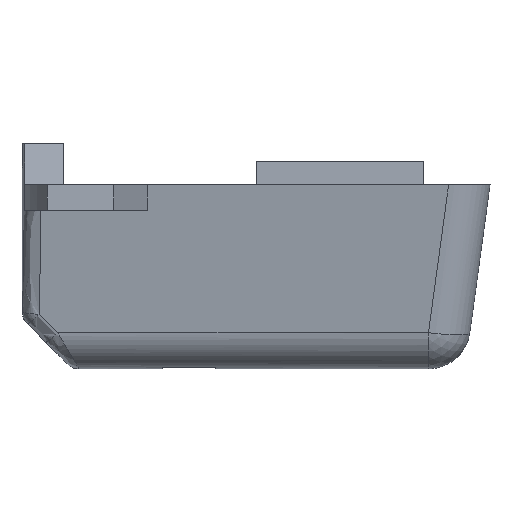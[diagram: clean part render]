
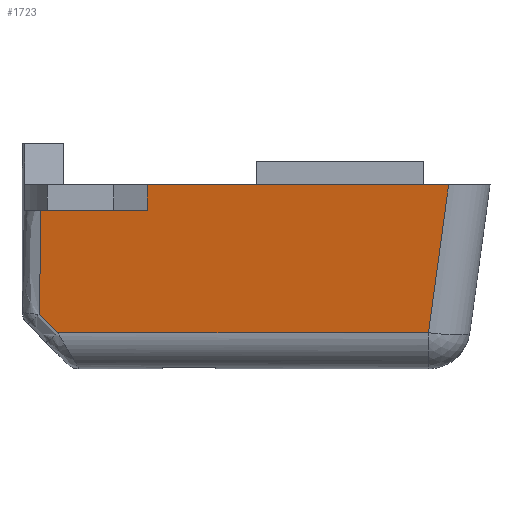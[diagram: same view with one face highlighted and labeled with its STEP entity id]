
A CAD part, front view. The second image highlights one B-rep face of the part: STEP entity #1723.
In plain terms, the highlighted planar face has unit normal (0, -0.991, -0.135).
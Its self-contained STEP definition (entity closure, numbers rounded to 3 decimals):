
#177=LINE('',#2606,#336);
#218=LINE('',#2727,#377);
#242=LINE('',#3333,#401);
#244=LINE('',#3337,#403);
#245=LINE('',#3338,#404);
#336=VECTOR('',#2041,10.);
#377=VECTOR('',#2150,10.);
#401=VECTOR('',#2272,10.);
#403=VECTOR('',#2276,10.);
#404=VECTOR('',#2277,10.);
#463=PLANE('',#1870);
#555=FACE_OUTER_BOUND('',#651,.T.);
#651=EDGE_LOOP('',(#1565,#1566,#1567,#1568,#1569,#1570,#1571));
#699=B_SPLINE_CURVE_WITH_KNOTS('',3,(#3176,#3177,#3178,#3179),
 .UNSPECIFIED.,.F.,.F.,(4,4),(0.,0.157),.UNSPECIFIED.);
#702=B_SPLINE_CURVE_WITH_KNOTS('',3,(#3235,#3236,#3237,#3238),
 .UNSPECIFIED.,.F.,.F.,(4,4),(-0.766,-0.137),
 .UNSPECIFIED.);
#783=VERTEX_POINT('',#2603);
#784=VERTEX_POINT('',#2605);
#825=VERTEX_POINT('',#2724);
#826=VERTEX_POINT('',#2726);
#839=VERTEX_POINT('',#2890);
#853=VERTEX_POINT('',#3234);
#859=VERTEX_POINT('',#3336);
#972=EDGE_CURVE('',#783,#784,#177,.T.);
#1031=EDGE_CURVE('',#825,#826,#218,.T.);
#1084=EDGE_CURVE('',#826,#839,#699,.T.);
#1087=EDGE_CURVE('',#839,#853,#702,.T.);
#1102=EDGE_CURVE('',#784,#825,#242,.T.);
#1104=EDGE_CURVE('',#783,#859,#244,.T.);
#1105=EDGE_CURVE('',#859,#853,#245,.T.);
#1565=ORIENTED_EDGE('',*,*,#1084,.F.);
#1566=ORIENTED_EDGE('',*,*,#1031,.F.);
#1567=ORIENTED_EDGE('',*,*,#1102,.F.);
#1568=ORIENTED_EDGE('',*,*,#972,.F.);
#1569=ORIENTED_EDGE('',*,*,#1104,.T.);
#1570=ORIENTED_EDGE('',*,*,#1105,.T.);
#1571=ORIENTED_EDGE('',*,*,#1087,.F.);
#1723=ADVANCED_FACE('',(#555),#463,.F.);
#1870=AXIS2_PLACEMENT_3D('',#3335,#2274,#2275);
#2041=DIRECTION('',(1.,0.,0.));
#2150=DIRECTION('',(-1.,0.,0.));
#2272=DIRECTION('',(-0.134,0.134,-0.982));
#2274=DIRECTION('center_axis',(0.,0.991,0.135));
#2275=DIRECTION('ref_axis',(0.,-0.135,0.991));
#2276=DIRECTION('',(0.,0.135,-0.991));
#2277=DIRECTION('',(-1.,0.,0.));
#2603=CARTESIAN_POINT('',(7.5,-4.25,0.));
#2605=CARTESIAN_POINT('',(25.523,-4.25,0.));
#2606=CARTESIAN_POINT('',(28.,-4.25,0.));
#2724=CARTESIAN_POINT('',(24.318,-3.045,-8.838));
#2726=CARTESIAN_POINT('',(2.133,-3.045,-8.838));
#2727=CARTESIAN_POINT('',(6.758,-3.045,-8.838));
#2890=CARTESIAN_POINT('',(1.039,-3.196,-7.728));
#3176=CARTESIAN_POINT('Ctrl Pts',(2.133,-3.045,-8.838));
#3177=CARTESIAN_POINT('Ctrl Pts',(1.768,-3.095,-8.468));
#3178=CARTESIAN_POINT('Ctrl Pts',(1.404,-3.146,-8.099));
#3179=CARTESIAN_POINT('Ctrl Pts',(1.039,-3.196,-7.728));
#3234=CARTESIAN_POINT('',(1.135,-4.045,-1.5));
#3235=CARTESIAN_POINT('Ctrl Pts',(1.039,-3.196,-7.728));
#3236=CARTESIAN_POINT('Ctrl Pts',(1.067,-3.479,-5.652));
#3237=CARTESIAN_POINT('Ctrl Pts',(1.1,-3.762,-3.576));
#3238=CARTESIAN_POINT('Ctrl Pts',(1.135,-4.045,-1.5));
#3333=CARTESIAN_POINT('',(25.319,-4.046,-1.497));
#3335=CARTESIAN_POINT('Origin',(0.266,-4.25,0.));
#3336=CARTESIAN_POINT('',(7.5,-4.045,-1.5));
#3337=CARTESIAN_POINT('',(7.5,-4.172,-0.569));
#3338=CARTESIAN_POINT('',(2.008,-4.045,-1.5));
